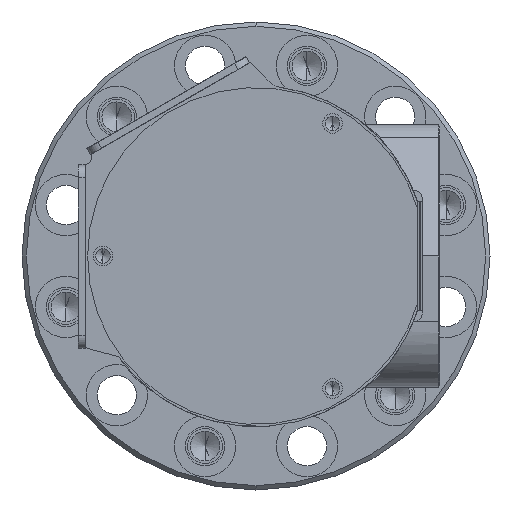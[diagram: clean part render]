
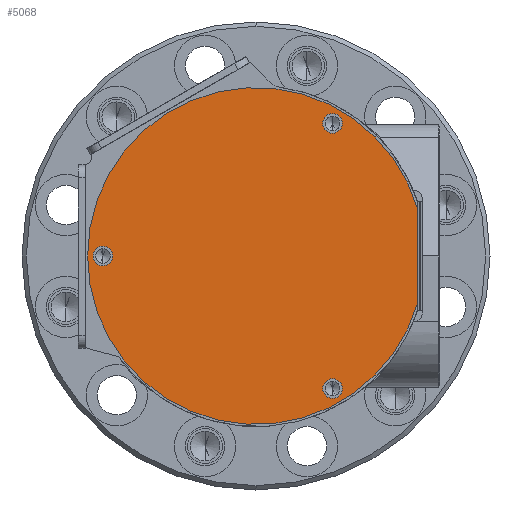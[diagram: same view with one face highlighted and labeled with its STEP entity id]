
A CAD part, left-side view. The second image highlights one B-rep face of the part: STEP entity #5068.
In plain terms, the highlighted face is planar.
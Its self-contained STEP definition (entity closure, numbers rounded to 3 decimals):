
#1232 = EDGE_LOOP ( 'NONE', ( #3402, #3403, #3404 ) ) ;
#1254 = EDGE_LOOP ( 'NONE', ( #3407, #3408 ) ) ;
#1268 = EDGE_LOOP ( 'NONE', ( #3400, #3401 ) ) ;
#1274 = EDGE_LOOP ( 'NONE', ( #3363, #3365 ) ) ;
#2271 = EDGE_CURVE ( 'NONE', #2893, #2528, #9058, .T. ) ;
#2274 = EDGE_CURVE ( 'NONE', #2552, #2525, #9063, .T. ) ;
#2278 = EDGE_CURVE ( 'NONE', #2526, #3138, #9069, .T. ) ;
#2282 = EDGE_CURVE ( 'NONE', #3130, #3102, #9075, .T. ) ;
#2286 = EDGE_CURVE ( 'NONE', #2525, #2552, #9080, .T. ) ;
#2287 = EDGE_CURVE ( 'NONE', #3088, #3130, #9084, .T. ) ;
#2288 = EDGE_CURVE ( 'NONE', #3102, #3088, #9006, .T. ) ;
#2289 = EDGE_CURVE ( 'NONE', #3138, #2526, #9088, .T. ) ;
#2290 = EDGE_CURVE ( 'NONE', #2528, #2893, #9089, .T. ) ;
#2525 = VERTEX_POINT ( 'NONE', #10314 ) ;
#2526 = VERTEX_POINT ( 'NONE', #10315 ) ;
#2528 = VERTEX_POINT ( 'NONE', #10317 ) ;
#2552 = VERTEX_POINT ( 'NONE', #10341 ) ;
#2893 = VERTEX_POINT ( 'NONE', #10682 ) ;
#3088 = VERTEX_POINT ( 'NONE', #10876 ) ;
#3102 = VERTEX_POINT ( 'NONE', #10890 ) ;
#3130 = VERTEX_POINT ( 'NONE', #10918 ) ;
#3138 = VERTEX_POINT ( 'NONE', #10926 ) ;
#3363 = ORIENTED_EDGE ( 'NONE', *, *, #2278, .F. ) ;
#3365 = ORIENTED_EDGE ( 'NONE', *, *, #2289, .F. ) ;
#3400 = ORIENTED_EDGE ( 'NONE', *, *, #2274, .F. ) ;
#3401 = ORIENTED_EDGE ( 'NONE', *, *, #2286, .F. ) ;
#3402 = ORIENTED_EDGE ( 'NONE', *, *, #2287, .T. ) ;
#3403 = ORIENTED_EDGE ( 'NONE', *, *, #2282, .T. ) ;
#3404 = ORIENTED_EDGE ( 'NONE', *, *, #2288, .T. ) ;
#3407 = ORIENTED_EDGE ( 'NONE', *, *, #2271, .F. ) ;
#3408 = ORIENTED_EDGE ( 'NONE', *, *, #2290, .F. ) ;
#5068 = ADVANCED_FACE ( 'NONE', ( #13876, #13879, #13881, #13882 ), #13883, .T. ) ;
#8962 = CARTESIAN_POINT ( 'NONE',  ( -30.309, 1.6, 17.501 ) ) ;
#8963 = DIRECTION ( 'NONE',  ( 0., 1., 0. ) ) ;
#8964 = DIRECTION ( 'NONE',  ( 0., 0., 1. ) ) ;
#8973 = CARTESIAN_POINT ( 'NONE',  ( 30.312, 1.6, 17.499 ) ) ;
#8974 = DIRECTION ( 'NONE',  ( 0., 1., 0. ) ) ;
#8975 = DIRECTION ( 'NONE',  ( 0., 0., 1. ) ) ;
#8985 = CARTESIAN_POINT ( 'NONE',  ( 0., 1.6, -35. ) ) ;
#8986 = DIRECTION ( 'NONE',  ( 0., 1., 0. ) ) ;
#8987 = DIRECTION ( 'NONE',  ( 0., 0., 1. ) ) ;
#8997 = CARTESIAN_POINT ( 'NONE',  ( 0., 1.6, 0. ) ) ;
#8998 = DIRECTION ( 'NONE',  ( 0., 1., 0. ) ) ;
#8999 = DIRECTION ( 'NONE',  ( 0., 0., 1. ) ) ;
#9006 = LINE ( 'NONE', #9007, #9086 ) ;
#9007 = CARTESIAN_POINT ( 'NONE',  ( -10.642, 1.6, 37. ) ) ;
#9008 = CARTESIAN_POINT ( 'NONE',  ( 30.312, 1.6, 17.499 ) ) ;
#9009 = DIRECTION ( 'NONE',  ( 0., 1., 0. ) ) ;
#9010 = DIRECTION ( 'NONE',  ( 0., 0., 1. ) ) ;
#9011 = CARTESIAN_POINT ( 'NONE',  ( 0., 1.6, 0. ) ) ;
#9012 = DIRECTION ( 'NONE',  ( 0., 1., 0. ) ) ;
#9013 = DIRECTION ( 'NONE',  ( 0., 0., 1. ) ) ;
#9014 = DIRECTION ( 'NONE',  ( 1., 0., 0. ) ) ;
#9015 = CARTESIAN_POINT ( 'NONE',  ( 0., 1.6, -35. ) ) ;
#9016 = DIRECTION ( 'NONE',  ( 0., 1., 0. ) ) ;
#9017 = DIRECTION ( 'NONE',  ( 0., 0., 1. ) ) ;
#9018 = CARTESIAN_POINT ( 'NONE',  ( -30.309, 1.6, 17.501 ) ) ;
#9019 = DIRECTION ( 'NONE',  ( 0., 1., 0. ) ) ;
#9020 = DIRECTION ( 'NONE',  ( 0., 0., 1. ) ) ;
#9058 = CIRCLE ( 'NONE', #9062, 2.25 ) ;
#9062 = AXIS2_PLACEMENT_3D ( 'NONE', #8962, #8963, #8964 ) ;
#9063 = CIRCLE ( 'NONE', #9067, 2.25 ) ;
#9067 = AXIS2_PLACEMENT_3D ( 'NONE', #8973, #8974, #8975 ) ;
#9069 = CIRCLE ( 'NONE', #9073, 2.25 ) ;
#9073 = AXIS2_PLACEMENT_3D ( 'NONE', #8985, #8986, #8987 ) ;
#9075 = CIRCLE ( 'NONE', #9079, 38.5 ) ;
#9079 = AXIS2_PLACEMENT_3D ( 'NONE', #8997, #8998, #8999 ) ;
#9080 = CIRCLE ( 'NONE', #9085, 2.25 ) ;
#9084 = CIRCLE ( 'NONE', #9087, 38.5 ) ;
#9085 = AXIS2_PLACEMENT_3D ( 'NONE', #9008, #9009, #9010 ) ;
#9086 = VECTOR ( 'NONE', #9014, 1000. ) ;
#9087 = AXIS2_PLACEMENT_3D ( 'NONE', #9011, #9012, #9013 ) ;
#9088 = CIRCLE ( 'NONE', #9090, 2.25 ) ;
#9089 = CIRCLE ( 'NONE', #9092, 2.25 ) ;
#9090 = AXIS2_PLACEMENT_3D ( 'NONE', #9015, #9016, #9017 ) ;
#9092 = AXIS2_PLACEMENT_3D ( 'NONE', #9018, #9019, #9020 ) ;
#10035 = AXIS2_PLACEMENT_3D ( 'NONE', #13878, #13872, #13884 ) ;
#10314 = CARTESIAN_POINT ( 'NONE',  ( 30.312, 1.6, 19.749 ) ) ;
#10315 = CARTESIAN_POINT ( 'NONE',  ( 0., 1.6, -37.25 ) ) ;
#10317 = CARTESIAN_POINT ( 'NONE',  ( -30.309, 1.6, 19.751 ) ) ;
#10341 = CARTESIAN_POINT ( 'NONE',  ( 30.312, 1.6, 15.249 ) ) ;
#10682 = CARTESIAN_POINT ( 'NONE',  ( -30.309, 1.6, 15.251 ) ) ;
#10876 = CARTESIAN_POINT ( 'NONE',  ( 10.642, 1.6, 37. ) ) ;
#10890 = CARTESIAN_POINT ( 'NONE',  ( -10.642, 1.6, 37. ) ) ;
#10918 = CARTESIAN_POINT ( 'NONE',  ( 0., 1.6, -38.5 ) ) ;
#10926 = CARTESIAN_POINT ( 'NONE',  ( 0., 1.6, -32.75 ) ) ;
#13872 = DIRECTION ( 'NONE',  ( 0., 1., 0. ) ) ;
#13876 = FACE_BOUND ( 'NONE', #1268, .T. ) ;
#13878 = CARTESIAN_POINT ( 'NONE',  ( 0., 1.6, 0. ) ) ;
#13879 = FACE_OUTER_BOUND ( 'NONE', #1232, .T. ) ;
#13881 = FACE_BOUND ( 'NONE', #1274, .T. ) ;
#13882 = FACE_BOUND ( 'NONE', #1254, .T. ) ;
#13883 = PLANE ( 'NONE',  #10035 ) ;
#13884 = DIRECTION ( 'NONE',  ( 0., 0., 1. ) ) ;
